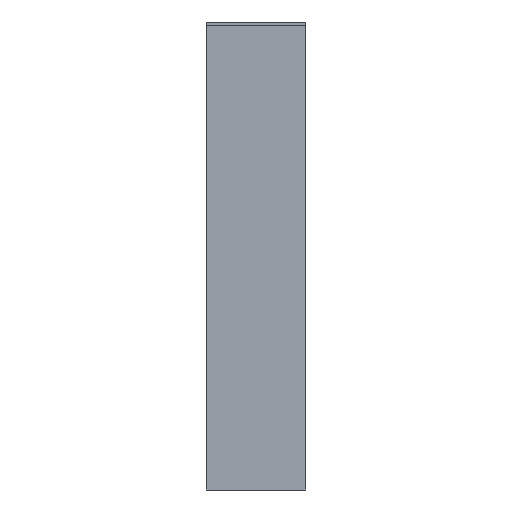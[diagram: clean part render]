
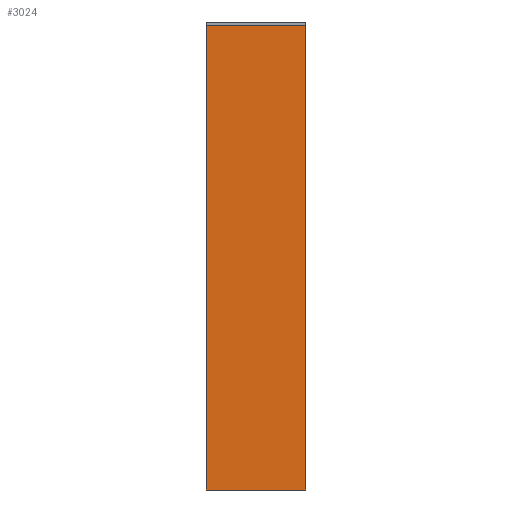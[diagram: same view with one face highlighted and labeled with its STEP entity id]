
A CAD part, left-side view. The second image highlights one B-rep face of the part: STEP entity #3024.
In plain terms, the highlighted planar face has unit normal (-1, 0, 0).
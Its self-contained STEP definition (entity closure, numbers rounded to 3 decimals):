
#24 = ORIENTED_EDGE ( 'NONE', *, *, #1815, .F. ) ;
#49 = VERTEX_POINT ( 'NONE', #957 ) ;
#62 = DIRECTION ( 'NONE',  ( 0., 1., 0. ) ) ;
#88 = VECTOR ( 'NONE', #2987, 1000. ) ;
#230 = FACE_OUTER_BOUND ( 'NONE', #1748, .T. ) ;
#398 = LINE ( 'NONE', #2500, #935 ) ;
#404 = AXIS2_PLACEMENT_3D ( 'NONE', #1670, #2461, #885 ) ;
#522 = LINE ( 'NONE', #3128, #1860 ) ;
#564 = VECTOR ( 'NONE', #2213, 1000. ) ;
#642 = LINE ( 'NONE', #2462, #564 ) ;
#657 = CARTESIAN_POINT ( 'NONE',  ( 92., 21.5, -0.01 ) ) ;
#707 = EDGE_CURVE ( 'NONE', #2525, #49, #642, .T. ) ;
#764 = EDGE_CURVE ( 'NONE', #3151, #1375, #398, .T. ) ;
#769 = LINE ( 'NONE', #657, #88 ) ;
#792 = EDGE_CURVE ( 'NONE', #1375, #2525, #769, .T. ) ;
#885 = DIRECTION ( 'NONE',  ( 0., 0., -1. ) ) ;
#935 = VECTOR ( 'NONE', #1183, 1000. ) ;
#957 = CARTESIAN_POINT ( 'NONE',  ( 92., -21.5, -200. ) ) ;
#1183 = DIRECTION ( 'NONE',  ( 0., 0., 1. ) ) ;
#1336 = ORIENTED_EDGE ( 'NONE', *, *, #707, .F. ) ;
#1375 = VERTEX_POINT ( 'NONE', #1647 ) ;
#1438 = CARTESIAN_POINT ( 'NONE',  ( 92., 21.5, -200. ) ) ;
#1647 = CARTESIAN_POINT ( 'NONE',  ( 92., 21.5, -0.01 ) ) ;
#1670 = CARTESIAN_POINT ( 'NONE',  ( 92., 21.5, -198.49 ) ) ;
#1748 = EDGE_LOOP ( 'NONE', ( #1336, #2044, #2711, #24 ) ) ;
#1815 = EDGE_CURVE ( 'NONE', #49, #3151, #522, .T. ) ;
#1860 = VECTOR ( 'NONE', #62, 1000. ) ;
#2044 = ORIENTED_EDGE ( 'NONE', *, *, #792, .F. ) ;
#2213 = DIRECTION ( 'NONE',  ( 0., 0., -1. ) ) ;
#2407 = CARTESIAN_POINT ( 'NONE',  ( 92., -21.5, -0.01 ) ) ;
#2461 = DIRECTION ( 'NONE',  ( 1., 0., 0. ) ) ;
#2462 = CARTESIAN_POINT ( 'NONE',  ( 92., -21.5, -198.49 ) ) ;
#2500 = CARTESIAN_POINT ( 'NONE',  ( 92., 21.5, -198.49 ) ) ;
#2525 = VERTEX_POINT ( 'NONE', #2407 ) ;
#2711 = ORIENTED_EDGE ( 'NONE', *, *, #764, .F. ) ;
#2941 = PLANE ( 'NONE',  #404 ) ;
#2987 = DIRECTION ( 'NONE',  ( 0., -1., 0. ) ) ;
#3024 = ADVANCED_FACE ( 'NONE', ( #230 ), #2941, .F. ) ;
#3128 = CARTESIAN_POINT ( 'NONE',  ( 92., -23.635, -200. ) ) ;
#3151 = VERTEX_POINT ( 'NONE', #1438 ) ;
